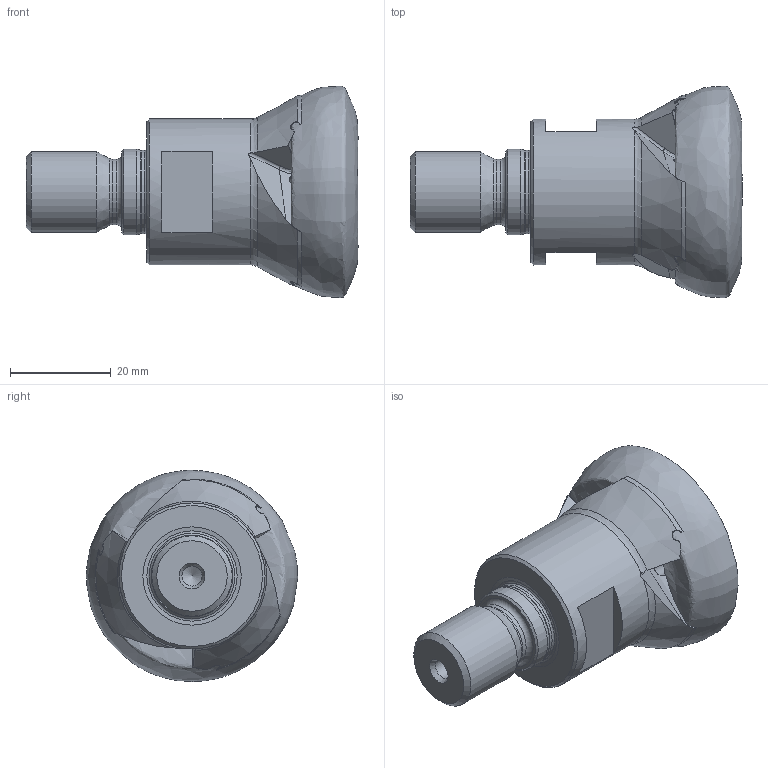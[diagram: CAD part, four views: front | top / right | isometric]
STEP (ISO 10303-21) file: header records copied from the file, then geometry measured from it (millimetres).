
FILE_DESCRIPTION (( 'STEP AP214' ), '1' );
FILE_NAME ('ESF-42-M16-12-3.STEP', '2013-10-31T09:54:37', ( '' ), ( '' ), 'SwSTEP 2.0', 'SolidWorks 2013', '' );
FILE_SCHEMA (( 'AUTOMOTIVE_DESIGN' ));
Length unit declared in the file: millimetre
Products named in the file (1): ESF-42-M16-12-3
Bounding box: 65.94 x 41.96 x 41.95 mm (x, y, z)
Volume: 38158.8 mm3; surface area: 9277.7 mm2
Topology: 1 solids, 4 shells, 168 faces, 440 edges, 281 vertices
Faces by surface type: plane 68, cylinder 40, cone 29, bspline 20, torus 11
Full cylindrical faces by diameter (mm): 3 x3, 4 x1, 13 x1, 16 x1, 16.558 x1, 17 x2, 29 x1
Entity records: 8242 total; most frequent: CARTESIAN_POINT 4620, ORIENTED_EDGE 802, DIRECTION 615, EDGE_CURVE 401, VERTEX_POINT 268, AXIS2_PLACEMENT_3D 254, EDGE_LOOP 199, FACE_OUTER_BOUND 183
